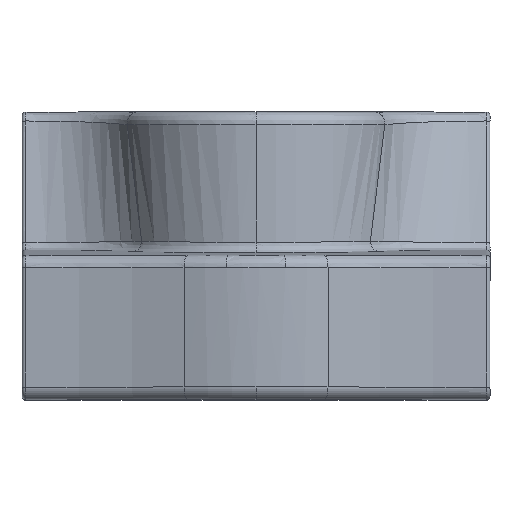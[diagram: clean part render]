
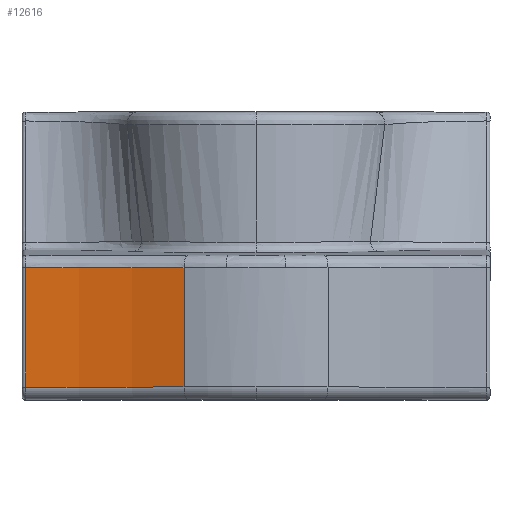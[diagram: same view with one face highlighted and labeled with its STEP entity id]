
A CAD part, top view. The second image highlights one B-rep face of the part: STEP entity #12616.
In plain terms, the highlighted cylindrical face has radius 1497.12 mm (diameter 2994.23 mm), a partial arc.
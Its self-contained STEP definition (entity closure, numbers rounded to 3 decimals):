
#2799 = CARTESIAN_POINT ( 'NONE',  ( -565.241, 366.202, -98.062 ) ) ;
#2830 = DIRECTION ( 'NONE',  ( 0., -1., 0. ) ) ;
#3733 = DIRECTION ( 'NONE',  ( 0., -1., 0. ) ) ;
#3836 = CARTESIAN_POINT ( 'NONE',  ( -640.066, 366.201, -99.967 ) ) ;
#3868 = FACE_OUTER_BOUND ( 'NONE', #32201, .T. ) ;
#4385 = CARTESIAN_POINT ( 'NONE',  ( -200., 366.255, -30.769 ) ) ;
#5445 = CARTESIAN_POINT ( 'NONE',  ( -200., 400., -30.769 ) ) ;
#5893 = CARTESIAN_POINT ( 'NONE',  ( -454.172, 366.211, -87.601 ) ) ;
#7433 = CARTESIAN_POINT ( 'NONE',  ( -200., 35., -30.769 ) ) ;
#8343 = CARTESIAN_POINT ( 'NONE',  ( -244.886, 366.248, -44.177 ) ) ;
#8615 = VERTEX_POINT ( 'NONE', #7433 ) ;
#8977 = B_SPLINE_CURVE_WITH_KNOTS ( 'NONE', 3,
 ( #30755, #20110, #23047, #30438, #8343, #10783, #12926, #18153, #25517, #5893, #15212, #2799, #20271, #18317 ),
 .UNSPECIFIED., .F., .F.,
 ( 4, 2, 2, 2, 2, 2, 4 ),
 ( 0., 0.028, 0.056, 0.111, 0.223, 0.334, 0.445 ),
 .UNSPECIFIED. ) ;
#10783 = CARTESIAN_POINT ( 'NONE',  ( -271.915, 366.241, -51.593 ) ) ;
#11813 = VECTOR ( 'NONE', #30246, 1000. ) ;
#12616 = ADVANCED_FACE ( 'NONE', ( #3868 ), #23647, .F. ) ;
#12926 = CARTESIAN_POINT ( 'NONE',  ( -289.988, 366.237, -56.189 ) ) ;
#13514 = CARTESIAN_POINT ( 'NONE',  ( -650., 400., 1397.115 ) ) ;
#13840 = DIRECTION ( 'NONE',  ( 0., -1., 0. ) ) ;
#14534 = ORIENTED_EDGE ( 'NONE', *, *, #19714, .T. ) ;
#14862 = LINE ( 'NONE', #25159, #11813 ) ;
#15212 = CARTESIAN_POINT ( 'NONE',  ( -491.054, 366.207, -92.004 ) ) ;
#15642 = EDGE_CURVE ( 'NONE', #25199, #8615, #20776, .T. ) ;
#16136 = ORIENTED_EDGE ( 'NONE', *, *, #23525, .T. ) ;
#16876 = VECTOR ( 'NONE', #2830, 1000. ) ;
#16968 = CIRCLE ( 'NONE', #32140, 1497.115 ) ;
#18153 = CARTESIAN_POINT ( 'NONE',  ( -344.364, 366.226, -68.943 ) ) ;
#18317 = CARTESIAN_POINT ( 'NONE',  ( -640.066, 366.201, -99.967 ) ) ;
#18428 = DIRECTION ( 'NONE',  ( 0., 0., -1. ) ) ;
#19714 = EDGE_CURVE ( 'NONE', #29315, #8615, #16968, .T. ) ;
#20110 = CARTESIAN_POINT ( 'NONE',  ( -208.956, 366.261, -33.592 ) ) ;
#20271 = CARTESIAN_POINT ( 'NONE',  ( -602.545, 366.201, -99.718 ) ) ;
#20776 = LINE ( 'NONE', #5445, #16876 ) ;
#23047 = CARTESIAN_POINT ( 'NONE',  ( -217.925, 366.255, -36.326 ) ) ;
#23525 = EDGE_CURVE ( 'NONE', #28798, #29315, #14862, .T. ) ;
#23647 = CYLINDRICAL_SURFACE ( 'NONE', #29462, 1497.115 ) ;
#23682 = CARTESIAN_POINT ( 'NONE',  ( -650., 35., 1397.115 ) ) ;
#25159 = CARTESIAN_POINT ( 'NONE',  ( -640.066, 400., -99.967 ) ) ;
#25199 = VERTEX_POINT ( 'NONE', #4385 ) ;
#25517 = CARTESIAN_POINT ( 'NONE',  ( -380.827, 366.22, -76.071 ) ) ;
#26112 = ORIENTED_EDGE ( 'NONE', *, *, #15642, .F. ) ;
#27392 = EDGE_CURVE ( 'NONE', #25199, #28798, #8977, .T. ) ;
#28798 = VERTEX_POINT ( 'NONE', #3836 ) ;
#29315 = VERTEX_POINT ( 'NONE', #30330 ) ;
#29462 = AXIS2_PLACEMENT_3D ( 'NONE', #13514, #13840, #18428 ) ;
#29757 = ORIENTED_EDGE ( 'NONE', *, *, #27392, .T. ) ;
#30246 = DIRECTION ( 'NONE',  ( 0., -1., 0. ) ) ;
#30330 = CARTESIAN_POINT ( 'NONE',  ( -640.066, 35., -99.967 ) ) ;
#30438 = CARTESIAN_POINT ( 'NONE',  ( -235.89, 366.25, -41.619 ) ) ;
#30743 = DIRECTION ( 'NONE',  ( 0., 0., 1. ) ) ;
#30755 = CARTESIAN_POINT ( 'NONE',  ( -200., 366.255, -30.769 ) ) ;
#32140 = AXIS2_PLACEMENT_3D ( 'NONE', #23682, #3733, #30743 ) ;
#32201 = EDGE_LOOP ( 'NONE', ( #29757, #16136, #14534, #26112 ) ) ;
